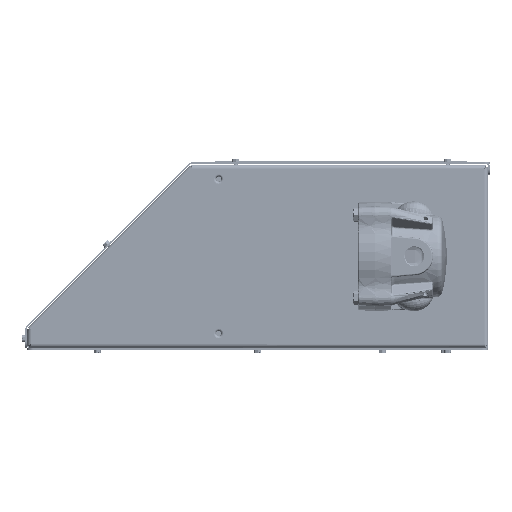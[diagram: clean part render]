
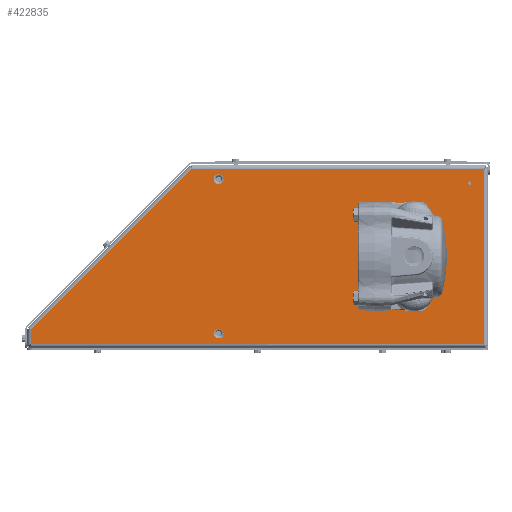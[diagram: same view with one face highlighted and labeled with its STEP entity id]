
A CAD part, left-side view. The second image highlights one B-rep face of the part: STEP entity #422835.
In plain terms, the highlighted planar face has unit normal (-1, 0, 0).
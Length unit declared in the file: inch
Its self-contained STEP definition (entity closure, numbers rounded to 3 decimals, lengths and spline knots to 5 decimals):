
#5323 = CARTESIAN_POINT ( 'NONE',  ( -15.6705, 1.70993, 3.11363 ) ) ;
#14336 = CIRCLE ( 'NONE', #228038, 0.21625 ) ;
#20496 = VERTEX_POINT ( 'NONE', #25754 ) ;
#23364 = VERTEX_POINT ( 'NONE', #148757 ) ;
#25754 = CARTESIAN_POINT ( 'NONE',  ( -15.6705, -6.8153, 0.76738 ) ) ;
#29760 = CARTESIAN_POINT ( 'NONE',  ( -15.6705, 110.7183, -3.87042 ) ) ;
#30129 = DIRECTION ( 'NONE',  ( 0., 0., 1. ) ) ;
#35299 = VERTEX_POINT ( 'NONE', #387728 ) ;
#41058 = LINE ( 'NONE', #398496, #51983 ) ;
#46260 = DIRECTION ( 'NONE',  ( 1., 0., 0. ) ) ;
#51983 = VECTOR ( 'NONE', #366415, 39.37008 ) ;
#52235 = CARTESIAN_POINT ( 'NONE',  ( -15.6705, 1.71115, -3.20387 ) ) ;
#55358 = ORIENTED_EDGE ( 'NONE', *, *, #69279, .T. ) ;
#57292 = CIRCLE ( 'NONE', #355422, 0.6875 ) ;
#69279 = EDGE_CURVE ( 'NONE', #95824, #20496, #208509, .T. ) ;
#77444 = VERTEX_POINT ( 'NONE', #5323 ) ;
#77908 = DIRECTION ( 'NONE',  ( 0., 1., 0. ) ) ;
#80572 = CARTESIAN_POINT ( 'NONE',  ( -15.6705, -9.2656, 3.23018 ) ) ;
#81046 = VERTEX_POINT ( 'NONE', #488455 ) ;
#87855 = FACE_BOUND ( 'NONE', #492848, .T. ) ;
#87893 = DIRECTION ( 'NONE',  ( 0., 0., -1. ) ) ;
#91631 = CARTESIAN_POINT ( 'NONE',  ( -15.6705, 1.70993, 3.54613 ) ) ;
#93655 = CARTESIAN_POINT ( 'NONE',  ( -15.6705, 1.70993, 3.32988 ) ) ;
#95824 = VERTEX_POINT ( 'NONE', #185207 ) ;
#98731 = AXIS2_PLACEMENT_3D ( 'NONE', #93655, #203025, #123106 ) ;
#102384 = EDGE_CURVE ( 'NONE', #167825, #451276, #453211, .T. ) ;
#104761 = DIRECTION ( 'NONE',  ( 0., 0., 1. ) ) ;
#108059 = CIRCLE ( 'NONE', #292057, 0.075 ) ;
#111150 = ORIENTED_EDGE ( 'NONE', *, *, #407352, .T. ) ;
#123106 = DIRECTION ( 'NONE',  ( 0., 0., -1. ) ) ;
#124744 = VERTEX_POINT ( 'NONE', #372434 ) ;
#125264 = CARTESIAN_POINT ( 'NONE',  ( -15.6705, 9.8906, 97.48288 ) ) ;
#127768 = EDGE_CURVE ( 'NONE', #237480, #81046, #283179, .T. ) ;
#130677 = ORIENTED_EDGE ( 'NONE', *, *, #313076, .T. ) ;
#134123 = VERTEX_POINT ( 'NONE', #487846 ) ;
#135743 = CARTESIAN_POINT ( 'NONE',  ( -15.6705, 0., 0. ) ) ;
#141248 = CARTESIAN_POINT ( 'NONE',  ( -15.6705, -9.2656, 3.15518 ) ) ;
#144515 = EDGE_LOOP ( 'NONE', ( #376687, #111150 ) ) ;
#148757 = CARTESIAN_POINT ( 'NONE',  ( -15.6705, -6.8153, -0.85762 ) ) ;
#162069 = ORIENTED_EDGE ( 'NONE', *, *, #492016, .T. ) ;
#163677 = VECTOR ( 'NONE', #87893, 39.37008 ) ;
#167825 = VERTEX_POINT ( 'NONE', #460726 ) ;
#169383 = AXIS2_PLACEMENT_3D ( 'NONE', #494056, #46260, #208604 ) ;
#175526 = EDGE_CURVE ( 'NONE', #124744, #324213, #315908, .T. ) ;
#176845 = DIRECTION ( 'NONE',  ( -1., 0., 0. ) ) ;
#179493 = CARTESIAN_POINT ( 'NONE',  ( -15.6705, -9.2656, 3.15518 ) ) ;
#180946 = FACE_OUTER_BOUND ( 'NONE', #305131, .T. ) ;
#181857 = VECTOR ( 'NONE', #427144, 39.37008 ) ;
#182778 = CARTESIAN_POINT ( 'NONE',  ( -15.6705, 9.8906, -3.87042 ) ) ;
#185207 = CARTESIAN_POINT ( 'NONE',  ( -15.6705, -6.8153, 2.14238 ) ) ;
#185499 = VECTOR ( 'NONE', #77908, 39.37008 ) ;
#186464 = DIRECTION ( 'NONE',  ( 0., 0., 1. ) ) ;
#202439 = ORIENTED_EDGE ( 'NONE', *, *, #313117, .T. ) ;
#203025 = DIRECTION ( 'NONE',  ( 1., 0., 0. ) ) ;
#208509 = CIRCLE ( 'NONE', #225647, 0.6875 ) ;
#208604 = DIRECTION ( 'NONE',  ( 0., 0., -1. ) ) ;
#215593 = FACE_BOUND ( 'NONE', #507227, .T. ) ;
#218614 = ORIENTED_EDGE ( 'NONE', *, *, #438184, .T. ) ;
#218672 = CIRCLE ( 'NONE', #414965, 0.21625 ) ;
#220923 = EDGE_CURVE ( 'NONE', #20496, #95824, #427489, .T. ) ;
#225647 = AXIS2_PLACEMENT_3D ( 'NONE', #266679, #320018, #352265 ) ;
#226505 = CIRCLE ( 'NONE', #98731, 0.21625 ) ;
#228038 = AXIS2_PLACEMENT_3D ( 'NONE', #398836, #513515, #401427 ) ;
#235111 = LINE ( 'NONE', #237729, #388608 ) ;
#235369 = EDGE_CURVE ( 'NONE', #81046, #167825, #41058, .T. ) ;
#237480 = VERTEX_POINT ( 'NONE', #459668 ) ;
#237729 = CARTESIAN_POINT ( 'NONE',  ( -15.6705, -9.8906, -104.69812 ) ) ;
#241342 = EDGE_CURVE ( 'NONE', #77444, #435988, #218672, .T. ) ;
#243325 = ORIENTED_EDGE ( 'NONE', *, *, #102384, .T. ) ;
#245101 = DIRECTION ( 'NONE',  ( 1., 0., 0. ) ) ;
#266259 = ORIENTED_EDGE ( 'NONE', *, *, #127768, .T. ) ;
#266679 = CARTESIAN_POINT ( 'NONE',  ( -15.6705, -6.8153, 1.45488 ) ) ;
#272049 = ORIENTED_EDGE ( 'NONE', *, *, #241342, .T. ) ;
#274426 = VERTEX_POINT ( 'NONE', #52235 ) ;
#274847 = LINE ( 'NONE', #29760, #181857 ) ;
#283179 = LINE ( 'NONE', #451114, #185499 ) ;
#290531 = CARTESIAN_POINT ( 'NONE',  ( -15.6705, -6.8153, -1.54512 ) ) ;
#292057 = AXIS2_PLACEMENT_3D ( 'NONE', #179493, #176845, #104761 ) ;
#298506 = FACE_BOUND ( 'NONE', #508454, .T. ) ;
#305131 = EDGE_LOOP ( 'NONE', ( #243325, #442420, #130677, #266259, #412667 ) ) ;
#313076 = EDGE_CURVE ( 'NONE', #134123, #237480, #235111, .T. ) ;
#313117 = EDGE_CURVE ( 'NONE', #435988, #77444, #226505, .T. ) ;
#315908 = CIRCLE ( 'NONE', #460878, 0.075 ) ;
#320018 = DIRECTION ( 'NONE',  ( 1., 0., 0. ) ) ;
#320722 = CARTESIAN_POINT ( 'NONE',  ( -15.6705, 1.70993, 3.32988 ) ) ;
#322617 = DIRECTION ( 'NONE',  ( 0., 0., -1. ) ) ;
#324213 = VERTEX_POINT ( 'NONE', #80572 ) ;
#327939 = ORIENTED_EDGE ( 'NONE', *, *, #175526, .F. ) ;
#330763 = DIRECTION ( 'NONE',  ( 0., 0., -1. ) ) ;
#335992 = FACE_BOUND ( 'NONE', #144515, .T. ) ;
#341348 = AXIS2_PLACEMENT_3D ( 'NONE', #135743, #493142, #421118 ) ;
#350842 = AXIS2_PLACEMENT_3D ( 'NONE', #487707, #360039, #322617 ) ;
#352265 = DIRECTION ( 'NONE',  ( 0., 0., -1. ) ) ;
#355422 = AXIS2_PLACEMENT_3D ( 'NONE', #290531, #245101, #330763 ) ;
#360039 = DIRECTION ( 'NONE',  ( 1., 0., 0. ) ) ;
#362177 = VERTEX_POINT ( 'NONE', #379701 ) ;
#366415 = DIRECTION ( 'NONE',  ( 0., 0.707, -0.707 ) ) ;
#372434 = CARTESIAN_POINT ( 'NONE',  ( -15.6705, -9.2656, 3.08018 ) ) ;
#376687 = ORIENTED_EDGE ( 'NONE', *, *, #471006, .T. ) ;
#378857 = DIRECTION ( 'NONE',  ( -1., 0., 0. ) ) ;
#379701 = CARTESIAN_POINT ( 'NONE',  ( -15.6705, -6.8153, -2.23262 ) ) ;
#384552 = EDGE_CURVE ( 'NONE', #451276, #134123, #274847, .T. ) ;
#386642 = DIRECTION ( 'NONE',  ( 1., 0., 0. ) ) ;
#387728 = CARTESIAN_POINT ( 'NONE',  ( -15.6705, 1.71115, -3.63637 ) ) ;
#388608 = VECTOR ( 'NONE', #30129, 39.37008 ) ;
#390459 = ORIENTED_EDGE ( 'NONE', *, *, #220923, .T. ) ;
#396605 = EDGE_CURVE ( 'NONE', #324213, #124744, #108059, .T. ) ;
#398496 = CARTESIAN_POINT ( 'NONE',  ( -15.6705, -68.35565, 75.00377 ) ) ;
#398836 = CARTESIAN_POINT ( 'NONE',  ( -15.6705, 1.71115, -3.42012 ) ) ;
#401427 = DIRECTION ( 'NONE',  ( 0., 0., -1. ) ) ;
#407352 = EDGE_CURVE ( 'NONE', #274426, #35299, #14336, .T. ) ;
#407887 = CIRCLE ( 'NONE', #169383, 0.21625 ) ;
#412667 = ORIENTED_EDGE ( 'NONE', *, *, #235369, .T. ) ;
#414965 = AXIS2_PLACEMENT_3D ( 'NONE', #320722, #483188, #445851 ) ;
#421118 = DIRECTION ( 'NONE',  ( 0., 0., -1. ) ) ;
#422416 = AXIS2_PLACEMENT_3D ( 'NONE', #471733, #386642, #516970 ) ;
#422835 = ADVANCED_FACE ( 'NONE', ( #215593, #298506, #335992, #503722, #87855, #180946 ), #461153, .F. ) ;
#427144 = DIRECTION ( 'NONE',  ( 0., -1., 0. ) ) ;
#427489 = CIRCLE ( 'NONE', #350842, 0.6875 ) ;
#430453 = ORIENTED_EDGE ( 'NONE', *, *, #396605, .F. ) ;
#435988 = VERTEX_POINT ( 'NONE', #91631 ) ;
#438184 = EDGE_CURVE ( 'NONE', #362177, #23364, #57292, .T. ) ;
#442420 = ORIENTED_EDGE ( 'NONE', *, *, #384552, .T. ) ;
#445851 = DIRECTION ( 'NONE',  ( 0., 0., -1. ) ) ;
#451114 = CARTESIAN_POINT ( 'NONE',  ( -15.6705, -110.7183, 3.78018 ) ) ;
#451276 = VERTEX_POINT ( 'NONE', #182778 ) ;
#453211 = LINE ( 'NONE', #125264, #163677 ) ;
#459668 = CARTESIAN_POINT ( 'NONE',  ( -15.6705, -9.8906, 3.78018 ) ) ;
#460726 = CARTESIAN_POINT ( 'NONE',  ( -15.6705, 9.8906, -3.24248 ) ) ;
#460878 = AXIS2_PLACEMENT_3D ( 'NONE', #141248, #378857, #186464 ) ;
#461153 = PLANE ( 'NONE',  #341348 ) ;
#471006 = EDGE_CURVE ( 'NONE', #35299, #274426, #407887, .T. ) ;
#471733 = CARTESIAN_POINT ( 'NONE',  ( -15.6705, -6.8153, -1.54512 ) ) ;
#483188 = DIRECTION ( 'NONE',  ( 1., 0., 0. ) ) ;
#487707 = CARTESIAN_POINT ( 'NONE',  ( -15.6705, -6.8153, 1.45488 ) ) ;
#487846 = CARTESIAN_POINT ( 'NONE',  ( -15.6705, -9.8906, -3.87042 ) ) ;
#488455 = CARTESIAN_POINT ( 'NONE',  ( -15.6705, 2.86794, 3.78018 ) ) ;
#491488 = EDGE_LOOP ( 'NONE', ( #390459, #55358 ) ) ;
#492016 = EDGE_CURVE ( 'NONE', #23364, #362177, #498852, .T. ) ;
#492848 = EDGE_LOOP ( 'NONE', ( #218614, #162069 ) ) ;
#493142 = DIRECTION ( 'NONE',  ( 1., 0., 0. ) ) ;
#494056 = CARTESIAN_POINT ( 'NONE',  ( -15.6705, 1.71115, -3.42012 ) ) ;
#498852 = CIRCLE ( 'NONE', #422416, 0.6875 ) ;
#503722 = FACE_BOUND ( 'NONE', #491488, .T. ) ;
#507227 = EDGE_LOOP ( 'NONE', ( #430453, #327939 ) ) ;
#508454 = EDGE_LOOP ( 'NONE', ( #272049, #202439 ) ) ;
#513515 = DIRECTION ( 'NONE',  ( 1., 0., 0. ) ) ;
#516970 = DIRECTION ( 'NONE',  ( 0., 0., -1. ) ) ;
